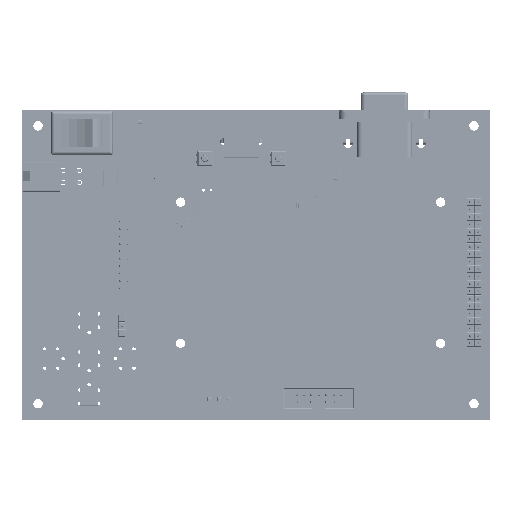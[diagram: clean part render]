
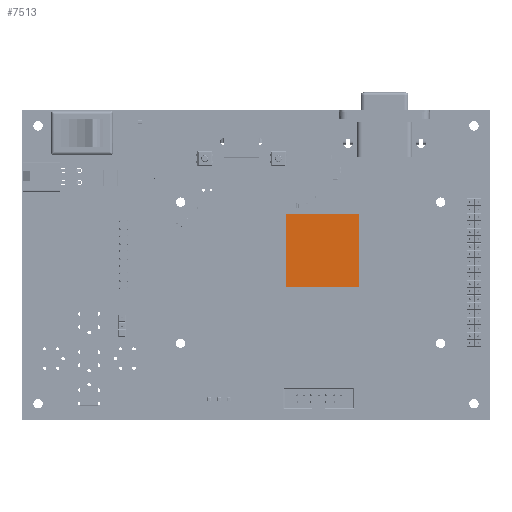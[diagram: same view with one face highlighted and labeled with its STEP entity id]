
A CAD part, top view. The second image highlights one B-rep face of the part: STEP entity #7513.
In plain terms, the highlighted planar face has unit normal (0, 0, 1).
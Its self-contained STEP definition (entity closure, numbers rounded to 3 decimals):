
#7384 = VERTEX_POINT('',#7385);
#7385 = CARTESIAN_POINT('',(-12.5,-12.5,3.2));
#7391 = EDGE_CURVE('',#7384,#7392,#7394,.T.);
#7392 = VERTEX_POINT('',#7393);
#7393 = CARTESIAN_POINT('',(-12.5,12.5,3.2));
#7394 = LINE('',#7395,#7396);
#7395 = CARTESIAN_POINT('',(-12.5,-12.5,3.2));
#7396 = VECTOR('',#7397,1.);
#7397 = DIRECTION('',(0.,1.,0.));
#7422 = EDGE_CURVE('',#7392,#7423,#7425,.T.);
#7423 = VERTEX_POINT('',#7424);
#7424 = CARTESIAN_POINT('',(12.5,12.5,3.2));
#7425 = LINE('',#7426,#7427);
#7426 = CARTESIAN_POINT('',(-12.5,12.5,3.2));
#7427 = VECTOR('',#7428,1.);
#7428 = DIRECTION('',(1.,0.,0.));
#7453 = EDGE_CURVE('',#7423,#7454,#7456,.T.);
#7454 = VERTEX_POINT('',#7455);
#7455 = CARTESIAN_POINT('',(12.5,-12.5,3.2));
#7456 = LINE('',#7457,#7458);
#7457 = CARTESIAN_POINT('',(12.5,12.5,3.2));
#7458 = VECTOR('',#7459,1.);
#7459 = DIRECTION('',(0.,-1.,0.));
#7484 = EDGE_CURVE('',#7454,#7384,#7485,.T.);
#7485 = LINE('',#7486,#7487);
#7486 = CARTESIAN_POINT('',(12.5,-12.5,3.2));
#7487 = VECTOR('',#7488,1.);
#7488 = DIRECTION('',(-1.,0.,0.));
#7513 = ADVANCED_FACE('',(#7514),#7520,.T.);
#7514 = FACE_BOUND('',#7515,.F.);
#7515 = EDGE_LOOP('',(#7516,#7517,#7518,#7519));
#7516 = ORIENTED_EDGE('',*,*,#7391,.T.);
#7517 = ORIENTED_EDGE('',*,*,#7422,.T.);
#7518 = ORIENTED_EDGE('',*,*,#7453,.T.);
#7519 = ORIENTED_EDGE('',*,*,#7484,.T.);
#7520 = PLANE('',#7521);
#7521 = AXIS2_PLACEMENT_3D('',#7522,#7523,#7524);
#7522 = CARTESIAN_POINT('',(-12.5,-12.5,3.2));
#7523 = DIRECTION('',(0.,0.,1.));
#7524 = DIRECTION('',(1.,0.,0.));
